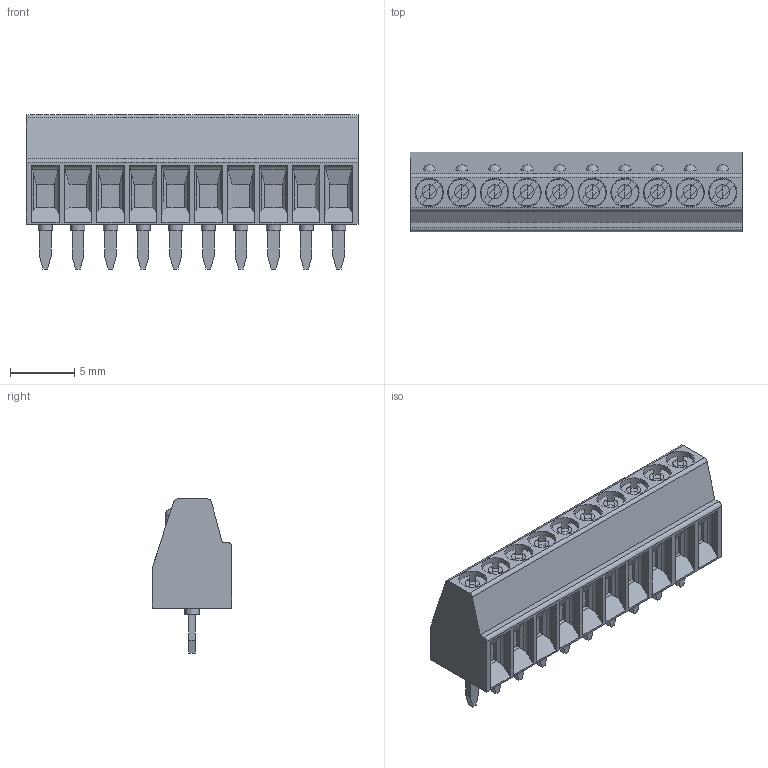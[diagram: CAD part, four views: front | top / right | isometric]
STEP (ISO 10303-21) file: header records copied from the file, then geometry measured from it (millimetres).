
FILE_DESCRIPTION(('FreeCAD Model'),'2;1');
FILE_NAME('MPT-0,5-10-2.54/TerminalBlock_Phoenix_MPT-0,5-10-2.54_1x10_P2.54mm_Horizontal.step','2018-10-27T21:26:44',('kicad StepUp'),( 'ksu MCAD'),'Open CASCADE STEP processor 7.3','FreeCAD','Unknown');
FILE_SCHEMA(('AUTOMOTIVE_DESIGN { 1 0 10303 214 1 1 1 1 }'));
Length unit declared in the file: millimetre
Products named in the file (1): TerminalBlock_Phoenix_MPT-0,5-10-2.54_1x10_P2.54mm_Horizontal
Bounding box: 25.86 x 6.2 x 12 mm (x, y, z)
Volume: 1035.8 mm3; surface area: 1214.4 mm2
Topology: 1 solids, 1 shells, 527 faces, 1264 edges, 793 vertices
Faces by surface type: plane 426, cylinder 91, sphere 10
Full cylindrical faces by diameter (mm): 0.457 x1, 1.1 x10, 2.1 x10, 2.2 x10
Entity records: 19411 total; most frequent: CARTESIAN_POINT 3245, DIRECTION 2623, ORIENTED_EDGE 2528, EDGE_CURVE 1264, LINE 921, VECTOR 921, AXIS2_PLACEMENT_3D 851, VERTEX_POINT 793
